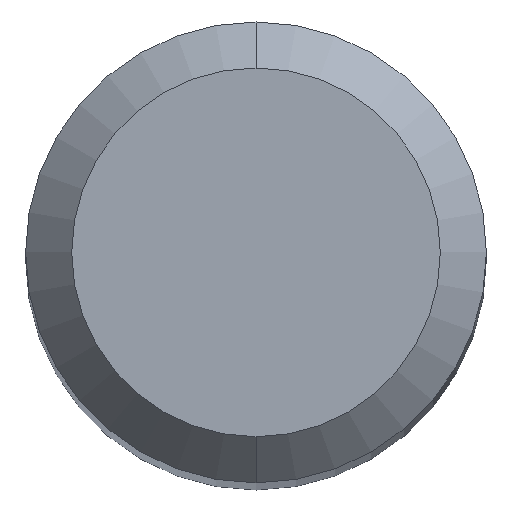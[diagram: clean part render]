
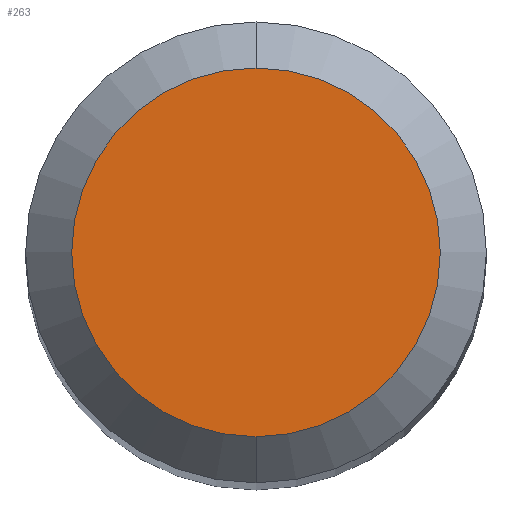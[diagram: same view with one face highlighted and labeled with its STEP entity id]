
A CAD part, top view. The second image highlights one B-rep face of the part: STEP entity #263.
In plain terms, the highlighted planar face has unit normal (0, 0, 1).
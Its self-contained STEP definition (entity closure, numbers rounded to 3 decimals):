
#173=VERTEX_POINT('',#465);
#201=VERTEX_POINT('',#493);
#263=ADVANCED_FACE('',(#560),#561,.T.);
#267=EDGE_CURVE('',#173,#201,#565,.T.);
#309=EDGE_CURVE('',#201,#173,#611,.T.);
#465=CARTESIAN_POINT('',(0.0,1.2,0.0));
#493=CARTESIAN_POINT('',(0.,-1.2,0.0));
#560=FACE_OUTER_BOUND('',#1040,.T.);
#561=PLANE('',#1041);
#565=CIRCLE('',#1046,1.2);
#611=CIRCLE('',#1141,1.2);
#1040=EDGE_LOOP('',(#1484,#1485));
#1041=AXIS2_PLACEMENT_3D('',#1486,#1487,#1488);
#1046=AXIS2_PLACEMENT_3D('',#1489,#1490,#1491);
#1141=AXIS2_PLACEMENT_3D('',#1534,#1535,#1536);
#1484=ORIENTED_EDGE('',*,*,#267,.F.);
#1485=ORIENTED_EDGE('',*,*,#309,.F.);
#1486=CARTESIAN_POINT('',(0.0,0.6,0.0));
#1487=DIRECTION('',(-0.0,0.0,1.0));
#1488=DIRECTION('',(0.0,-1.0,0.0));
#1489=CARTESIAN_POINT('',(0.0,0.0,0.0));
#1490=DIRECTION('',(0.0,0.0,-1.0));
#1491=DIRECTION('',(0.0,1.0,0.0));
#1534=CARTESIAN_POINT('',(0.0,0.0,0.0));
#1535=DIRECTION('',(0.0,0.0,-1.0));
#1536=DIRECTION('',(0.0,1.0,0.0));
